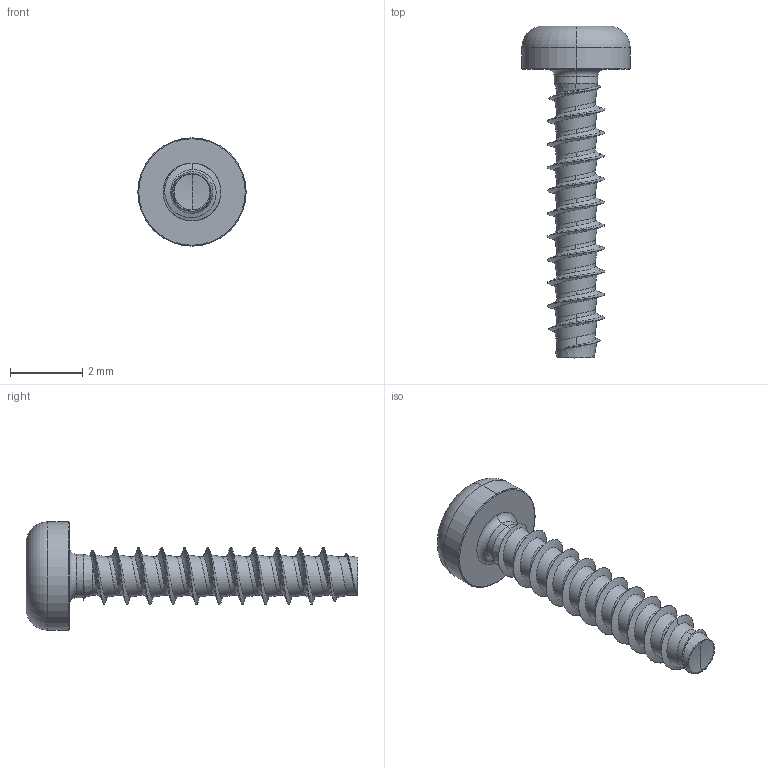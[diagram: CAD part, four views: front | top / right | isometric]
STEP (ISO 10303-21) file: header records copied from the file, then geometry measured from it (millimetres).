
FILE_DESCRIPTION (( 'STEP AP203' ), '1' );
FILE_NAME ('STP390160080.STEP', '2017-08-15T18:57:52', ( '' ), ( '' ), 'SwSTEP 2.0', 'SolidWorks 2015', '' );
FILE_SCHEMA (( 'CONFIG_CONTROL_DESIGN' ));
Length unit declared in the file: millimetre
Products named in the file (1): STP390160080
Bounding box: 3 x 9.2 x 3 mm (x, y, z)
Volume: 15.5 mm3; surface area: 70.5 mm2
Topology: 1 solids, 1 shells, 107 faces, 268 edges, 163 vertices
Faces by surface type: cylinder 49, bspline 35, cone 11, torus 6, sphere 4, plane 2
Entity records: 19378 total; most frequent: CARTESIAN_POINT 17154, ORIENTED_EDGE 532, DIRECTION 334, EDGE_CURVE 266, VERTEX_POINT 163, AXIS2_PLACEMENT_3D 135, B_SPLINE_CURVE_WITH_KNOTS 116, EDGE_LOOP 109
